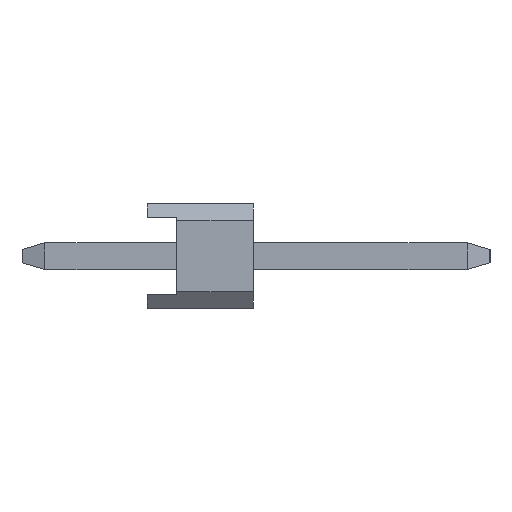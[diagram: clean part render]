
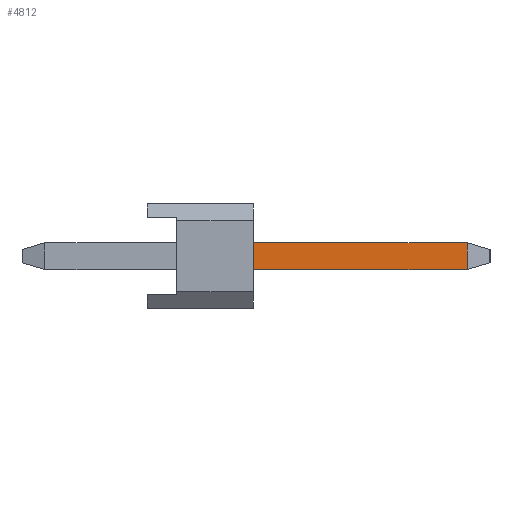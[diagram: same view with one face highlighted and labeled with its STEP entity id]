
A CAD part, left-side view. The second image highlights one B-rep face of the part: STEP entity #4812.
In plain terms, the highlighted planar face has unit normal (-1, 0, 0).
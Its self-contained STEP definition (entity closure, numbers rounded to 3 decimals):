
#4714=VERTEX_POINT('',#12566);
#4812=ADVANCED_FACE('',(#12673),#12674,.T.);
#5042=EDGE_CURVE('',#8376,#7708,#12930,.T.);
#5092=VERTEX_POINT('',#12986);
#7332=EDGE_CURVE('',#7708,#4714,#15457,.T.);
#7708=VERTEX_POINT('',#15867);
#7912=EDGE_CURVE('',#4714,#5092,#16093,.T.);
#8376=VERTEX_POINT('',#16593);
#10230=EDGE_CURVE('',#5092,#8376,#18628,.T.);
#12566=CARTESIAN_POINT('',(-30.8,-2.54,-0.32));
#12673=FACE_OUTER_BOUND('',#21622,.T.);
#12674=PLANE('',#21623);
#12930=LINE('',#21986,#21987);
#12986=CARTESIAN_POINT('',(-30.8,-2.54,0.32));
#15457=LINE('',#25659,#25660);
#15867=CARTESIAN_POINT('',(-30.8,-7.654,-0.32));
#16093=LINE('',#26585,#26586);
#16593=CARTESIAN_POINT('',(-30.8,-7.654,0.32));
#18628=LINE('',#30230,#30231);
#21622=EDGE_LOOP('',(#34086,#34087,#34088,#34089));
#21623=AXIS2_PLACEMENT_3D('',#34090,#34091,#34092);
#21986=CARTESIAN_POINT('',(-30.8,-7.654,0.5));
#21987=VECTOR('',#34364,1.0);
#25659=CARTESIAN_POINT('',(-30.8,2.454,-0.32));
#25660=VECTOR('',#36897,1.0);
#26585=CARTESIAN_POINT('',(-30.8,-2.54,0.252));
#26586=VECTOR('',#37502,1.0);
#30230=CARTESIAN_POINT('',(-30.8,-2.6,0.32));
#30231=VECTOR('',#39837,1.0);
#34086=ORIENTED_EDGE('',*,*,#7912,.F.);
#34087=ORIENTED_EDGE('',*,*,#7332,.F.);
#34088=ORIENTED_EDGE('',*,*,#5042,.F.);
#34089=ORIENTED_EDGE('',*,*,#10230,.F.);
#34090=CARTESIAN_POINT('',(-30.8,2.454,0.5));
#34091=DIRECTION('',(-1.0,0.,0.));
#34092=DIRECTION('',(0.,1.0,0.));
#34364=DIRECTION('',(0.0,0.,-1.0));
#36897=DIRECTION('',(0.,1.0,0.));
#37502=DIRECTION('',(0.,0.,1.0));
#39837=DIRECTION('',(0.,-1.0,0.));
